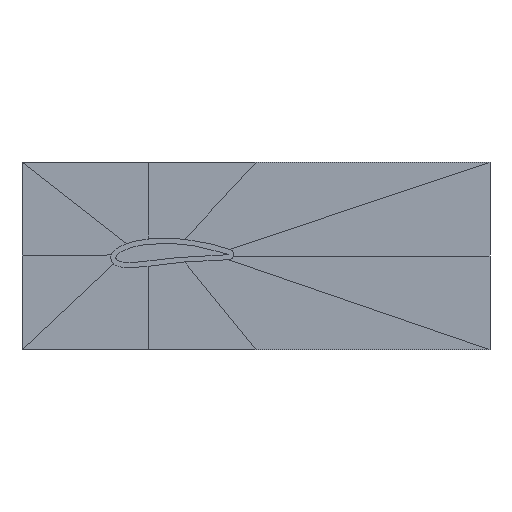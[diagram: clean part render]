
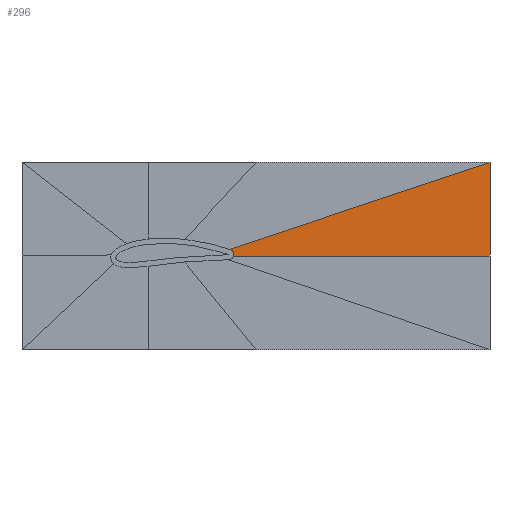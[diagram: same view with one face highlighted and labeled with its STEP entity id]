
A CAD part, top view. The second image highlights one B-rep face of the part: STEP entity #296.
In plain terms, the highlighted planar face has unit normal (0, 0, 1).
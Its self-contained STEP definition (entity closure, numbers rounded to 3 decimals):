
#26=FACE_OUTER_BOUND('',#38,.T.);
#38=EDGE_LOOP('',(#242,#243,#244,#245));
#56=LINE('',#483,#86);
#57=LINE('',#485,#87);
#58=LINE('',#487,#88);
#86=VECTOR('',#373,10.);
#87=VECTOR('',#374,10.);
#88=VECTOR('',#375,10.);
#110=B_SPLINE_CURVE_WITH_KNOTS('',3,(#488,#489,#490,#491,#492,#493,#494,
#495,#496,#497,#498,#499,#500,#501,#502,#503,#504,#505,#506,#507,#508,#509),
 .UNSPECIFIED.,.F.,.F.,(4,3,3,3,3,3,3,4),(-0.012,0.,0.146,
0.253,0.346,0.412,0.474,
0.5),.UNSPECIFIED.);
#140=VERTEX_POINT('',#481);
#141=VERTEX_POINT('',#482);
#142=VERTEX_POINT('',#484);
#143=VERTEX_POINT('',#486);
#191=EDGE_CURVE('',#140,#141,#56,.T.);
#192=EDGE_CURVE('',#141,#142,#57,.T.);
#193=EDGE_CURVE('',#143,#142,#58,.T.);
#194=EDGE_CURVE('',#143,#140,#110,.T.);
#242=ORIENTED_EDGE('',*,*,#191,.T.);
#243=ORIENTED_EDGE('',*,*,#192,.T.);
#244=ORIENTED_EDGE('',*,*,#193,.F.);
#245=ORIENTED_EDGE('',*,*,#194,.T.);
#284=PLANE('',#345);
#296=ADVANCED_FACE('',(#26),#284,.T.);
#345=AXIS2_PLACEMENT_3D('',#480,#371,#372);
#371=DIRECTION('center_axis',(0.,0.,1.));
#372=DIRECTION('ref_axis',(1.,0.,0.));
#373=DIRECTION('',(1.,0.,0.));
#374=DIRECTION('',(0.,1.,0.));
#375=DIRECTION('',(0.948,0.318,0.));
#480=CARTESIAN_POINT('Origin',(652.656,124.9,0.));
#481=CARTESIAN_POINT('',(314.625,-0.2,0.));
#482=CARTESIAN_POINT('',(1000.,0.,0.));
#483=CARTESIAN_POINT('',(314.625,-0.2,0.));
#484=CARTESIAN_POINT('',(1000.,250.,0.));
#485=CARTESIAN_POINT('',(1000.,-250.,0.));
#486=CARTESIAN_POINT('',(305.311,17.384,0.));
#487=CARTESIAN_POINT('',(305.311,17.384,0.));
#488=CARTESIAN_POINT('Ctrl Pts',(305.311,17.384,0.));
#489=CARTESIAN_POINT('Ctrl Pts',(305.33,17.377,0.));
#490=CARTESIAN_POINT('Ctrl Pts',(305.348,17.37,0.));
#491=CARTESIAN_POINT('Ctrl Pts',(305.367,17.364,0.));
#492=CARTESIAN_POINT('Ctrl Pts',(305.905,17.169,0.));
#493=CARTESIAN_POINT('Ctrl Pts',(306.5,16.944,0.));
#494=CARTESIAN_POINT('Ctrl Pts',(307.314,16.541,0.));
#495=CARTESIAN_POINT('Ctrl Pts',(307.909,16.248,0.));
#496=CARTESIAN_POINT('Ctrl Pts',(308.627,15.869,0.));
#497=CARTESIAN_POINT('Ctrl Pts',(309.577,15.171,0.));
#498=CARTESIAN_POINT('Ctrl Pts',(310.408,14.561,0.));
#499=CARTESIAN_POINT('Ctrl Pts',(311.453,13.707,0.));
#500=CARTESIAN_POINT('Ctrl Pts',(312.577,12.186,0.));
#501=CARTESIAN_POINT('Ctrl Pts',(313.369,11.115,0.));
#502=CARTESIAN_POINT('Ctrl Pts',(314.196,9.674,0.));
#503=CARTESIAN_POINT('Ctrl Pts',(314.729,7.854,0.));
#504=CARTESIAN_POINT('Ctrl Pts',(315.227,6.152,0.));
#505=CARTESIAN_POINT('Ctrl Pts',(315.419,4.126,0.));
#506=CARTESIAN_POINT('Ctrl Pts',(315.167,2.201,0.));
#507=CARTESIAN_POINT('Ctrl Pts',(315.057,1.366,0.));
#508=CARTESIAN_POINT('Ctrl Pts',(314.869,0.559,0.));
#509=CARTESIAN_POINT('Ctrl Pts',(314.625,-0.2,0.));
